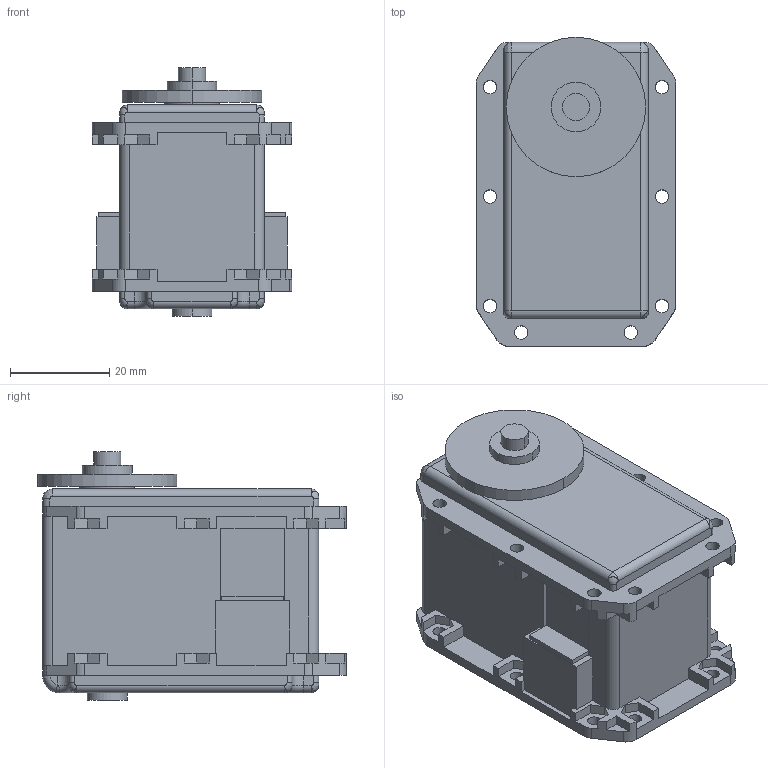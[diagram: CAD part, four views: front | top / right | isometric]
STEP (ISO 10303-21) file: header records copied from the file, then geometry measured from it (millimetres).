
FILE_DESCRIPTION((''),'2;1');
FILE_NAME('DC05_M02_DUMMY','2012-11-20T',('wook jang'),(''),'PRO/ENGINEER BY PARAMETRIC TECHNOLOGY CORPORATION, 2011220','PRO/ENGINEER BY PARAMETRIC TECHNOLOGY CORPORATION, 2011220','');
FILE_SCHEMA(('AUTOMOTIVE_DESIGN_CC2 { 1 2 10303 214 -1 1 5 2 }'));
Length unit declared in the file: millimetre
Products named in the file (1): DC05_M02_DUMMY
Bounding box: 40.2 x 62.1 x 50 mm (x, y, z)
Volume: 72423.7 mm3; surface area: 15583.6 mm2
Topology: 1 solids, 1 shells, 366 faces, 990 edges, 636 vertices
Faces by surface type: plane 244, cylinder 96, bspline 12, sphere 8, torus 6
Entity records: 15033 total; most frequent: CARTESIAN_POINT 2584, ORIENTED_EDGE 1980, DIRECTION 1884, PRESENTATION_STYLE_ASSIGNMENT 991, STYLED_ITEM 991, CURVE_STYLE 990, EDGE_CURVE 990, VECTOR 748
